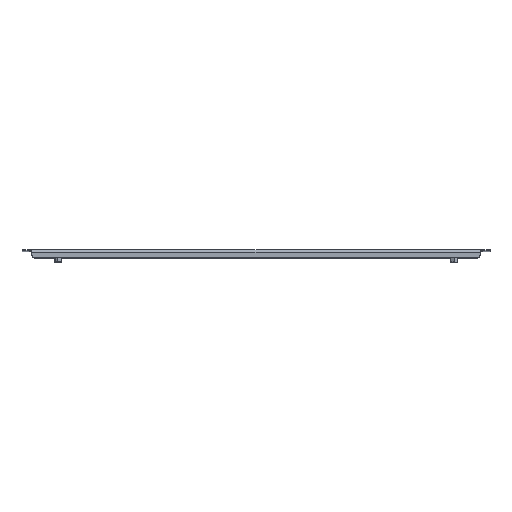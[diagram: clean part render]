
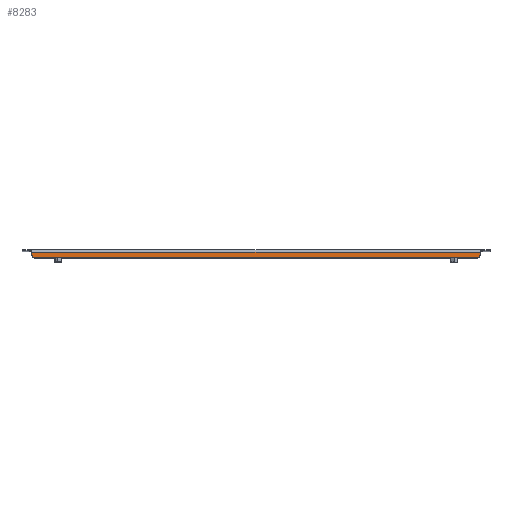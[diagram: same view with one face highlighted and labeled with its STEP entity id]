
A CAD part, top view. The second image highlights one B-rep face of the part: STEP entity #8283.
In plain terms, the highlighted planar face has unit normal (0, 0, 1).
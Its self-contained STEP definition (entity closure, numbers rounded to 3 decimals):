
#61 = LINE ( 'NONE', #3277, #2791 ) ;
#260 = AXIS2_PLACEMENT_3D ( 'NONE', #2525, #894, #3376 ) ;
#894 = DIRECTION ( 'NONE',  ( 0., 0., 1. ) ) ;
#989 = CIRCLE ( 'NONE', #1654, 5. ) ;
#1124 = VERTEX_POINT ( 'NONE', #6390 ) ;
#1141 = DIRECTION ( 'NONE',  ( 0., 0., 1. ) ) ;
#1208 = CIRCLE ( 'NONE', #9969, 5. ) ;
#1322 = CARTESIAN_POINT ( 'NONE',  ( -278., -5., 295. ) ) ;
#1508 = CARTESIAN_POINT ( 'NONE',  ( -283., -5., 295. ) ) ;
#1654 = AXIS2_PLACEMENT_3D ( 'NONE', #9240, #1141, #5274 ) ;
#1876 = CARTESIAN_POINT ( 'NONE',  ( -283., 23.978, 295. ) ) ;
#1992 = VECTOR ( 'NONE', #4703, 1000. ) ;
#2120 = ORIENTED_EDGE ( 'NONE', *, *, #8910, .F. ) ;
#2437 = EDGE_CURVE ( 'NONE', #8313, #4911, #989, .T. ) ;
#2525 = CARTESIAN_POINT ( 'NONE',  ( 0., 291.978, 295. ) ) ;
#2791 = VECTOR ( 'NONE', #8030, 1000. ) ;
#3050 = EDGE_CURVE ( 'NONE', #9231, #1124, #1208, .T. ) ;
#3277 = CARTESIAN_POINT ( 'NONE',  ( 283., 23.978, 295. ) ) ;
#3376 = DIRECTION ( 'NONE',  ( 0., -1., 0. ) ) ;
#3401 = DIRECTION ( 'NONE',  ( 0., 1., 0. ) ) ;
#3583 = LINE ( 'NONE', #5138, #4608 ) ;
#4379 = DIRECTION ( 'NONE',  ( -1., 0., 0. ) ) ;
#4608 = VECTOR ( 'NONE', #4379, 1000. ) ;
#4683 = VERTEX_POINT ( 'NONE', #9504 ) ;
#4703 = DIRECTION ( 'NONE',  ( 1., 0., 0. ) ) ;
#4738 = ORIENTED_EDGE ( 'NONE', *, *, #2437, .T. ) ;
#4911 = VERTEX_POINT ( 'NONE', #9906 ) ;
#5031 = PLANE ( 'NONE',  #260 ) ;
#5138 = CARTESIAN_POINT ( 'NONE',  ( 0., -3.5, 295. ) ) ;
#5274 = DIRECTION ( 'NONE',  ( 0., -1., 0. ) ) ;
#5354 = CARTESIAN_POINT ( 'NONE',  ( 283., -3.5, 295. ) ) ;
#5693 = CARTESIAN_POINT ( 'NONE',  ( 278., -10., 295. ) ) ;
#5782 = ORIENTED_EDGE ( 'NONE', *, *, #8594, .F. ) ;
#6088 = ORIENTED_EDGE ( 'NONE', *, *, #7402, .T. ) ;
#6270 = DIRECTION ( 'NONE',  ( 0., 0., 1. ) ) ;
#6308 = EDGE_LOOP ( 'NONE', ( #2120, #9550, #6975, #4738, #5782, #6088 ) ) ;
#6390 = CARTESIAN_POINT ( 'NONE',  ( -278., -10., 295. ) ) ;
#6565 = EDGE_CURVE ( 'NONE', #1124, #8313, #7749, .T. ) ;
#6975 = ORIENTED_EDGE ( 'NONE', *, *, #6565, .T. ) ;
#7100 = VECTOR ( 'NONE', #3401, 1000. ) ;
#7402 = EDGE_CURVE ( 'NONE', #9654, #4683, #3583, .T. ) ;
#7749 = LINE ( 'NONE', #9428, #1992 ) ;
#8030 = DIRECTION ( 'NONE',  ( 0., -1., 0. ) ) ;
#8283 = ADVANCED_FACE ( 'NONE', ( #8848 ), #5031, .T. ) ;
#8313 = VERTEX_POINT ( 'NONE', #5693 ) ;
#8594 = EDGE_CURVE ( 'NONE', #9654, #4911, #61, .T. ) ;
#8848 = FACE_OUTER_BOUND ( 'NONE', #6308, .T. ) ;
#8910 = EDGE_CURVE ( 'NONE', #9231, #4683, #8984, .T. ) ;
#8984 = LINE ( 'NONE', #1876, #7100 ) ;
#9231 = VERTEX_POINT ( 'NONE', #1508 ) ;
#9240 = CARTESIAN_POINT ( 'NONE',  ( 278., -5., 295. ) ) ;
#9358 = DIRECTION ( 'NONE',  ( 0., -1., 0. ) ) ;
#9428 = CARTESIAN_POINT ( 'NONE',  ( 295., -10., 295. ) ) ;
#9504 = CARTESIAN_POINT ( 'NONE',  ( -283., -3.5, 295. ) ) ;
#9550 = ORIENTED_EDGE ( 'NONE', *, *, #3050, .T. ) ;
#9654 = VERTEX_POINT ( 'NONE', #5354 ) ;
#9906 = CARTESIAN_POINT ( 'NONE',  ( 283., -5., 295. ) ) ;
#9969 = AXIS2_PLACEMENT_3D ( 'NONE', #1322, #6270, #9358 ) ;
